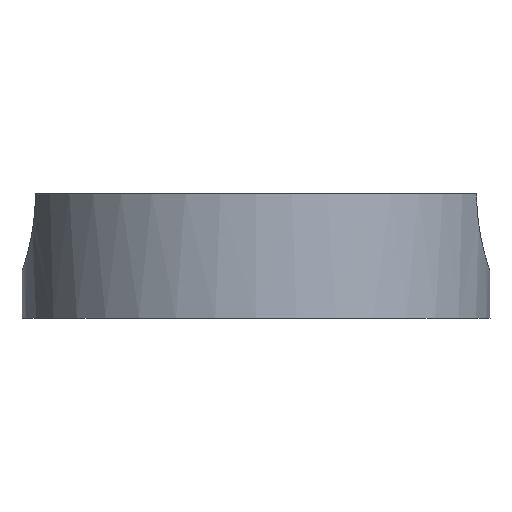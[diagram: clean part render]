
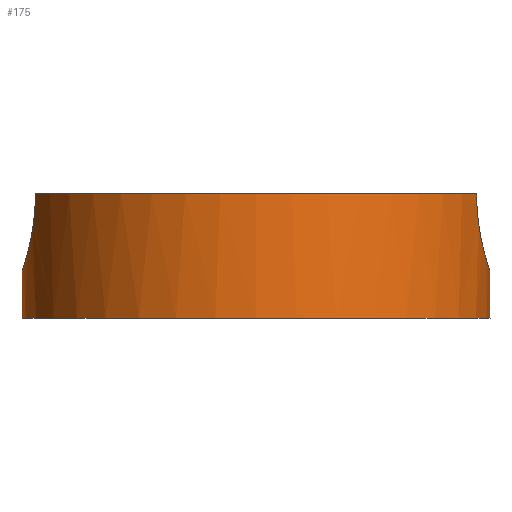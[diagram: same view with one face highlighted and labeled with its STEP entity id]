
A CAD part, left-side view. The second image highlights one B-rep face of the part: STEP entity #175.
In plain terms, the highlighted cylindrical face has radius 15 mm (diameter 30 mm), a full revolution.
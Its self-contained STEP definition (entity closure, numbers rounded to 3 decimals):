
#21=CIRCLE('',#199,15.);
#23=CIRCLE('',#202,15.);
#24=CIRCLE('',#203,15.);
#25=CIRCLE('',#204,15.);
#38=FACE_OUTER_BOUND('',#48,.T.);
#48=EDGE_LOOP('',(#131,#132,#133,#134,#135,#136,#137,#138));
#62=LINE('',#372,#70);
#70=VECTOR('',#238,15.);
#75=B_SPLINE_CURVE_WITH_KNOTS('',3,(#297,#298,#299,#300,#301,#302,#303,
#304,#305,#306,#307,#308,#309,#310,#311,#312,#313,#314),.UNSPECIFIED.,.F.,
 .F.,(4,2,2,2,2,2,2,2,4),(-1.519,-1.329,-1.139,
-0.95,-0.76,-0.57,-0.38,
-0.19,0.),.UNSPECIFIED.);
#77=B_SPLINE_CURVE_WITH_KNOTS('',3,(#344,#345,#346,#347,#348,#349,#350,
#351,#352,#353,#354,#355,#356,#357,#358,#359,#360,#361),.UNSPECIFIED.,.F.,
 .F.,(4,2,2,2,2,2,2,2,4),(0.,0.19,0.38,0.57,
0.76,0.95,1.139,1.329,1.519),
 .UNSPECIFIED.);
#80=VERTEX_POINT('',#294);
#81=VERTEX_POINT('',#296);
#84=VERTEX_POINT('',#341);
#85=VERTEX_POINT('',#343);
#87=VERTEX_POINT('',#369);
#88=VERTEX_POINT('',#371);
#96=EDGE_CURVE('',#81,#80,#75,.T.);
#100=EDGE_CURVE('',#85,#84,#77,.T.);
#103=EDGE_CURVE('',#81,#84,#21,.T.);
#105=EDGE_CURVE('',#87,#80,#23,.T.);
#106=EDGE_CURVE('',#87,#88,#62,.T.);
#107=EDGE_CURVE('',#88,#88,#24,.T.);
#108=EDGE_CURVE('',#85,#87,#25,.T.);
#131=ORIENTED_EDGE('',*,*,#100,.T.);
#132=ORIENTED_EDGE('',*,*,#103,.F.);
#133=ORIENTED_EDGE('',*,*,#96,.T.);
#134=ORIENTED_EDGE('',*,*,#105,.F.);
#135=ORIENTED_EDGE('',*,*,#106,.T.);
#136=ORIENTED_EDGE('',*,*,#107,.T.);
#137=ORIENTED_EDGE('',*,*,#106,.F.);
#138=ORIENTED_EDGE('',*,*,#108,.F.);
#168=CYLINDRICAL_SURFACE('',#201,15.);
#175=ADVANCED_FACE('',(#38),#168,.T.);
#199=AXIS2_PLACEMENT_3D('',#365,#230,#231);
#201=AXIS2_PLACEMENT_3D('',#368,#234,#235);
#202=AXIS2_PLACEMENT_3D('',#370,#236,#237);
#203=AXIS2_PLACEMENT_3D('',#373,#239,#240);
#204=AXIS2_PLACEMENT_3D('',#374,#241,#242);
#230=DIRECTION('center_axis',(0.,0.,1.));
#231=DIRECTION('ref_axis',(1.,0.,0.));
#234=DIRECTION('center_axis',(0.,0.,1.));
#235=DIRECTION('ref_axis',(1.,0.,0.));
#236=DIRECTION('center_axis',(0.,0.,1.));
#237=DIRECTION('ref_axis',(1.,0.,0.));
#238=DIRECTION('',(0.,0.,-1.));
#239=DIRECTION('center_axis',(0.,0.,1.));
#240=DIRECTION('ref_axis',(1.,0.,0.));
#241=DIRECTION('center_axis',(0.,0.,1.));
#242=DIRECTION('ref_axis',(1.,0.,0.));
#294=CARTESIAN_POINT('',(-5.,-14.142,8.));
#296=CARTESIAN_POINT('',(5.,-14.142,8.));
#297=CARTESIAN_POINT('Ctrl Pts',(5.,-14.142,8.));
#298=CARTESIAN_POINT('Ctrl Pts',(5.,-14.142,7.367));
#299=CARTESIAN_POINT('Ctrl Pts',(4.872,-14.189,6.695));
#300=CARTESIAN_POINT('Ctrl Pts',(4.361,-14.355,5.465));
#301=CARTESIAN_POINT('Ctrl Pts',(3.977,-14.47,4.906));
#302=CARTESIAN_POINT('Ctrl Pts',(3.094,-14.684,4.023));
#303=CARTESIAN_POINT('Ctrl Pts',(2.535,-14.797,3.639));
#304=CARTESIAN_POINT('Ctrl Pts',(1.305,-14.956,3.127));
#305=CARTESIAN_POINT('Ctrl Pts',(0.633,-15.,3.));
#306=CARTESIAN_POINT('Ctrl Pts',(-0.633,-15.,3.));
#307=CARTESIAN_POINT('Ctrl Pts',(-1.305,-14.956,3.127));
#308=CARTESIAN_POINT('Ctrl Pts',(-2.535,-14.797,3.639));
#309=CARTESIAN_POINT('Ctrl Pts',(-3.094,-14.684,4.023));
#310=CARTESIAN_POINT('Ctrl Pts',(-3.977,-14.47,4.906));
#311=CARTESIAN_POINT('Ctrl Pts',(-4.361,-14.355,5.465));
#312=CARTESIAN_POINT('Ctrl Pts',(-4.872,-14.189,6.695));
#313=CARTESIAN_POINT('Ctrl Pts',(-5.,-14.142,7.367));
#314=CARTESIAN_POINT('Ctrl Pts',(-5.,-14.142,8.));
#341=CARTESIAN_POINT('',(5.,14.142,8.));
#343=CARTESIAN_POINT('',(-5.,14.142,8.));
#344=CARTESIAN_POINT('Ctrl Pts',(-5.,14.142,8.));
#345=CARTESIAN_POINT('Ctrl Pts',(-5.,14.142,7.367));
#346=CARTESIAN_POINT('Ctrl Pts',(-4.872,14.189,6.695));
#347=CARTESIAN_POINT('Ctrl Pts',(-4.361,14.355,5.465));
#348=CARTESIAN_POINT('Ctrl Pts',(-3.977,14.47,4.906));
#349=CARTESIAN_POINT('Ctrl Pts',(-3.094,14.684,4.023));
#350=CARTESIAN_POINT('Ctrl Pts',(-2.535,14.797,3.639));
#351=CARTESIAN_POINT('Ctrl Pts',(-1.305,14.956,3.127));
#352=CARTESIAN_POINT('Ctrl Pts',(-0.633,15.,3.));
#353=CARTESIAN_POINT('Ctrl Pts',(0.633,15.,3.));
#354=CARTESIAN_POINT('Ctrl Pts',(1.305,14.956,3.127));
#355=CARTESIAN_POINT('Ctrl Pts',(2.535,14.797,3.639));
#356=CARTESIAN_POINT('Ctrl Pts',(3.094,14.684,4.023));
#357=CARTESIAN_POINT('Ctrl Pts',(3.977,14.47,4.906));
#358=CARTESIAN_POINT('Ctrl Pts',(4.361,14.355,5.465));
#359=CARTESIAN_POINT('Ctrl Pts',(4.872,14.189,6.695));
#360=CARTESIAN_POINT('Ctrl Pts',(5.,14.142,7.367));
#361=CARTESIAN_POINT('Ctrl Pts',(5.,14.142,8.));
#365=CARTESIAN_POINT('Origin',(0.,0.,8.));
#368=CARTESIAN_POINT('Origin',(0.,0.,0.));
#369=CARTESIAN_POINT('',(-15.,0.,8.));
#370=CARTESIAN_POINT('Origin',(0.,0.,8.));
#371=CARTESIAN_POINT('',(-15.,0.,0.));
#372=CARTESIAN_POINT('',(-15.,0.,0.));
#373=CARTESIAN_POINT('Origin',(0.,0.,0.));
#374=CARTESIAN_POINT('Origin',(0.,0.,8.));
